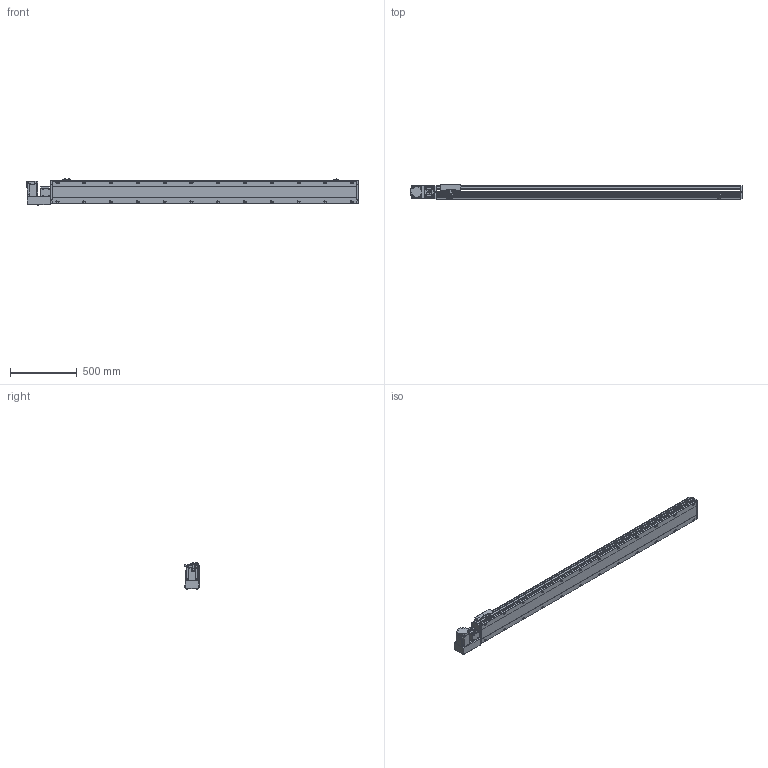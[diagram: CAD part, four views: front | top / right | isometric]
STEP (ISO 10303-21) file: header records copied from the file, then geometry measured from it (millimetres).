
FILE_DESCRIPTION (( 'STEP AP214' ), '1' );
FILE_NAME ('WEX170BL-030LC-2000XXXX.STEP', '2025-02-28T17:02:31', ( '' ), ( '' ), 'SwSTEP 2.0', 'SolidWorks 2022', '' );
FILE_SCHEMA (( 'AUTOMOTIVE_DESIGN' ));
Length unit declared in the file: millimetre
Products named in the file (9): WEX170-2000B-5; WEX170-2000BMOTOR; WEX170-2000B-1; WEX170BL-030LC-2000XXXX; FANG STICKER; WEX170-2000B-2; WEX170-2000BCARRIAGE; WEX170-2000B-3; WEX170-2000BSENSOR
Assembly tree (8 placements, depth 2):
  WEX170-2000B-5
  WEX170-2000B-1
  WEX170BL-030LC-2000XXXX
    WEX170-2000B-2
    WEX170-2000BMOTOR
    WEX170-2000BCARRIAGE
    WEX170-2000B-3
    WEX170-2000BSENSOR  x3
    FANG STICKER
Bounding box: 2479.3 x 108 x 194.96 mm (x, y, z)
Volume: 17190241.9 mm3; surface area: 2334845.9 mm2
Topology: 8 solids, 8 shells, 1724 faces, 4336 edges, 2810 vertices
Faces by surface type: plane 1134, cylinder 448, cone 116, torus 22, sphere 4
Entity records: 45248 total; most frequent: CARTESIAN_POINT 8193, DIRECTION 7566, ORIENTED_EDGE 7400, EDGE_CURVE 3700, LINE 2720, VECTOR 2720, AXIS2_PLACEMENT_3D 2423, VERTEX_POINT 2406
